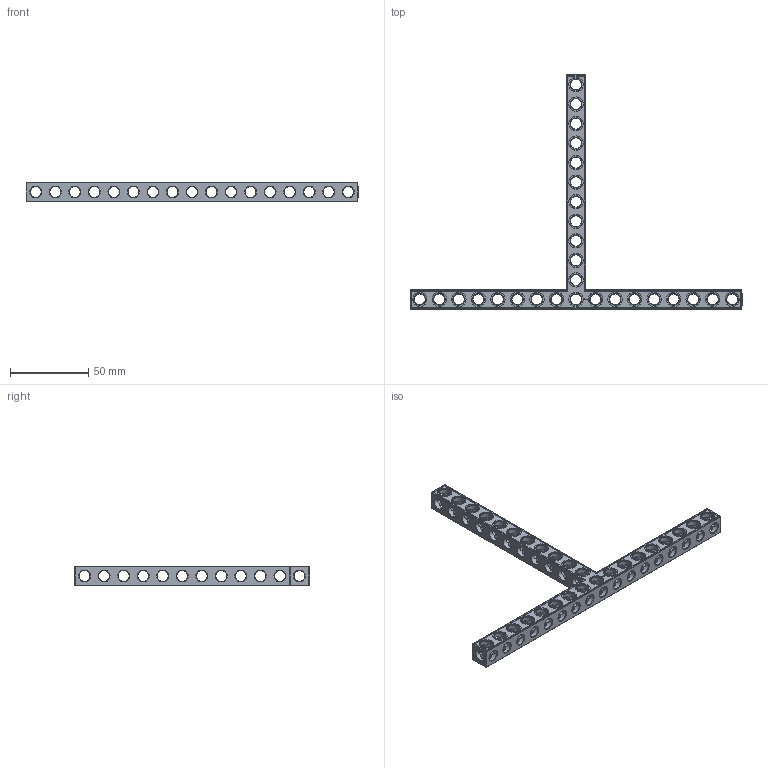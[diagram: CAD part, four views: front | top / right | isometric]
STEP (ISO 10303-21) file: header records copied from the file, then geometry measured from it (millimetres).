
FILE_DESCRIPTION(('FreeCAD Model'),'2;1');
FILE_NAME('Open CASCADE Shape Model','2022-01-28T22:23:58',( 'Paulo Kiefe'),('STEMFIE.org'),'Open CASCADE STEP processor 7.4', 'FreeCAD','Unknown');
FILE_SCHEMA(('AUTOMOTIVE_DESIGN { 1 0 10303 214 1 1 1 1 }'));
Products named in the file (1): Beam_TSH_SYM_ESS_BU17x12x01_-_SPN-BEM-1143_(stemfie.org)
Bounding box: 212.5 x 150 x 12.5 mm (x, y, z)
Volume: 27351.9 mm3; surface area: 24505.8 mm2
Topology: 1 solids, 1 shells, 832 faces, 2560 edges, 1680 vertices
Faces by surface type: plane 427, cylinder 171, extrusion 118, cone 116
Full cylindrical faces by diameter (mm): 6.98 x18, 7 x125, 9.2 x28
Entity records: 100189 total; most frequent: CARTESIAN_POINT 52302, DIRECTION 7844, ORIENTED_EDGE 5120, PCURVE 5120, DEFINITIONAL_REPRESENTATION 5120, VECTOR 5004, LINE 4886, EDGE_CURVE 2560
